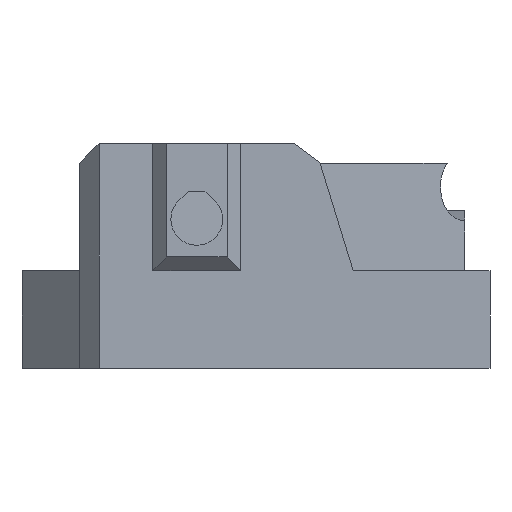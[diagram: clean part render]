
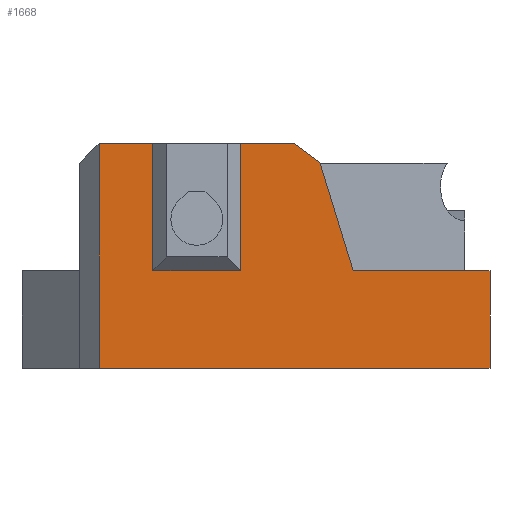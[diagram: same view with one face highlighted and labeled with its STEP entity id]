
A CAD part, left-side view. The second image highlights one B-rep face of the part: STEP entity #1668.
In plain terms, the highlighted planar face has unit normal (-1, 0, 0).
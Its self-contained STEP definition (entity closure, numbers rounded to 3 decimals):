
#37=FACE_OUTER_BOUND('',#128,.T.);
#128=EDGE_LOOP('',(#1100,#1101,#1102,#1103,#1104,#1105,#1106,#1107,#1108,
#1109,#1110));
#225=LINE('',#2319,#459);
#230=LINE('',#2329,#464);
#231=LINE('',#2331,#465);
#232=LINE('',#2333,#466);
#233=LINE('',#2335,#467);
#234=LINE('',#2337,#468);
#235=LINE('',#2339,#469);
#236=LINE('',#2341,#470);
#237=LINE('',#2343,#471);
#238=LINE('',#2345,#472);
#239=LINE('',#2346,#473);
#459=VECTOR('',#1881,10.);
#464=VECTOR('',#1890,10.);
#465=VECTOR('',#1891,10.);
#466=VECTOR('',#1892,10.);
#467=VECTOR('',#1893,10.);
#468=VECTOR('',#1894,10.);
#469=VECTOR('',#1895,10.);
#470=VECTOR('',#1896,10.);
#471=VECTOR('',#1897,10.);
#472=VECTOR('',#1898,10.);
#473=VECTOR('',#1899,10.);
#693=VERTEX_POINT('',#2316);
#694=VERTEX_POINT('',#2318);
#697=VERTEX_POINT('',#2328);
#698=VERTEX_POINT('',#2330);
#699=VERTEX_POINT('',#2332);
#700=VERTEX_POINT('',#2334);
#701=VERTEX_POINT('',#2336);
#702=VERTEX_POINT('',#2338);
#703=VERTEX_POINT('',#2340);
#704=VERTEX_POINT('',#2342);
#705=VERTEX_POINT('',#2344);
#851=EDGE_CURVE('',#693,#694,#225,.T.);
#856=EDGE_CURVE('',#693,#697,#230,.T.);
#857=EDGE_CURVE('',#697,#698,#231,.T.);
#858=EDGE_CURVE('',#699,#698,#232,.T.);
#859=EDGE_CURVE('',#700,#699,#233,.T.);
#860=EDGE_CURVE('',#701,#700,#234,.T.);
#861=EDGE_CURVE('',#702,#701,#235,.T.);
#862=EDGE_CURVE('',#703,#702,#236,.T.);
#863=EDGE_CURVE('',#704,#703,#237,.T.);
#864=EDGE_CURVE('',#704,#705,#238,.T.);
#865=EDGE_CURVE('',#694,#705,#239,.T.);
#1100=ORIENTED_EDGE('',*,*,#851,.F.);
#1101=ORIENTED_EDGE('',*,*,#856,.T.);
#1102=ORIENTED_EDGE('',*,*,#857,.T.);
#1103=ORIENTED_EDGE('',*,*,#858,.F.);
#1104=ORIENTED_EDGE('',*,*,#859,.F.);
#1105=ORIENTED_EDGE('',*,*,#860,.F.);
#1106=ORIENTED_EDGE('',*,*,#861,.F.);
#1107=ORIENTED_EDGE('',*,*,#862,.F.);
#1108=ORIENTED_EDGE('',*,*,#863,.F.);
#1109=ORIENTED_EDGE('',*,*,#864,.T.);
#1110=ORIENTED_EDGE('',*,*,#865,.F.);
#1580=PLANE('',#1777);
#1668=ADVANCED_FACE('',(#37),#1580,.T.);
#1777=AXIS2_PLACEMENT_3D('',#2327,#1888,#1889);
#1881=DIRECTION('',(0.,0.,1.));
#1888=DIRECTION('center_axis',(-1.,0.,0.));
#1889=DIRECTION('ref_axis',(0.,-1.,0.));
#1890=DIRECTION('',(0.,-1.,0.));
#1891=DIRECTION('',(0.,0.,1.));
#1892=DIRECTION('',(0.,-1.,0.));
#1893=DIRECTION('',(0.,-0.294,-0.956));
#1894=DIRECTION('',(0.,-0.804,-0.594));
#1895=DIRECTION('',(0.,-1.,0.));
#1896=DIRECTION('',(0.,0.,1.));
#1897=DIRECTION('',(0.,-1.,0.));
#1898=DIRECTION('',(0.,0.,1.));
#1899=DIRECTION('',(0.,-1.,0.));
#2316=CARTESIAN_POINT('',(0.,40.,0.));
#2318=CARTESIAN_POINT('',(0.,40.,23.));
#2319=CARTESIAN_POINT('',(0.,40.,0.));
#2327=CARTESIAN_POINT('Origin',(0.,42.,0.));
#2328=CARTESIAN_POINT('',(0.,0.,0.));
#2329=CARTESIAN_POINT('',(0.,42.,0.));
#2330=CARTESIAN_POINT('',(0.,0.,10.));
#2331=CARTESIAN_POINT('',(0.,0.,0.));
#2332=CARTESIAN_POINT('',(0.,14.,10.));
#2333=CARTESIAN_POINT('',(0.,42.,10.));
#2334=CARTESIAN_POINT('',(0.,17.412,21.088));
#2335=CARTESIAN_POINT('',(0.,14.805,12.618));
#2336=CARTESIAN_POINT('',(0.,20.,23.));
#2337=CARTESIAN_POINT('',(0.,20.975,23.72));
#2338=CARTESIAN_POINT('',(0.,25.5,23.));
#2339=CARTESIAN_POINT('',(0.,27.75,23.));
#2340=CARTESIAN_POINT('',(0.,25.5,10.));
#2341=CARTESIAN_POINT('',(0.,25.5,10.));
#2342=CARTESIAN_POINT('',(0.,34.5,10.));
#2343=CARTESIAN_POINT('',(0.,42.,10.));
#2344=CARTESIAN_POINT('',(0.,34.5,23.));
#2345=CARTESIAN_POINT('',(0.,34.5,10.));
#2346=CARTESIAN_POINT('',(0.,36.,23.));
